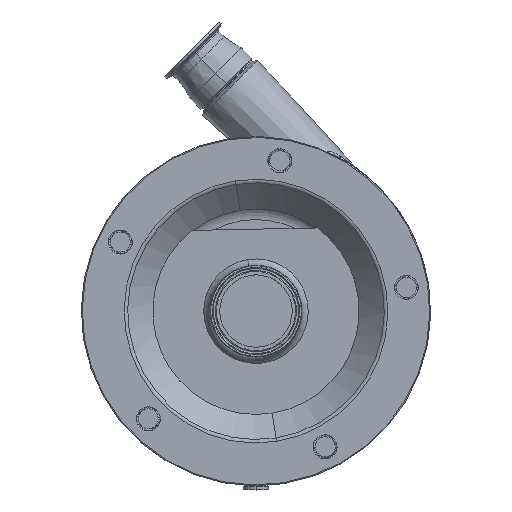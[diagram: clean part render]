
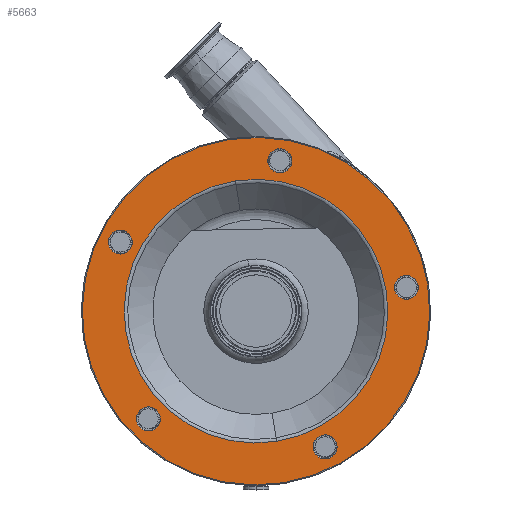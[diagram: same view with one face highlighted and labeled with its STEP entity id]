
A CAD part, top view. The second image highlights one B-rep face of the part: STEP entity #5663.
In plain terms, the highlighted planar face has unit normal (0, 0, 1).
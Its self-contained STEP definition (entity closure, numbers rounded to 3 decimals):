
#82 = CARTESIAN_POINT ( 'NONE',  ( -134.001, 57.381, 96.5 ) ) ;
#215 = DIRECTION ( 'NONE',  ( 0., 0., -1. ) ) ;
#338 = DIRECTION ( 'NONE',  ( 0.156, -0.988, 0. ) ) ;
#380 = ORIENTED_EDGE ( 'NONE', *, *, #2657, .F. ) ;
#430 = CIRCLE ( 'NONE', #8855, 12. ) ;
#533 = CARTESIAN_POINT ( 'NONE',  ( 0., 0., 96.5 ) ) ;
#625 = CARTESIAN_POINT ( 'NONE',  ( -20.66, 130.445, 96.5 ) ) ;
#712 = EDGE_CURVE ( 'NONE', #11429, #8684, #4582, .T. ) ;
#748 = CARTESIAN_POINT ( 'NONE',  ( 150.622, 23.856, 96.5 ) ) ;
#873 = EDGE_CURVE ( 'NONE', #7161, #4284, #9646, .T. ) ;
#1164 = DIRECTION ( 'NONE',  ( 0., 0., -1. ) ) ;
#1479 = DIRECTION ( 'NONE',  ( 0.156, -0.988, 0. ) ) ;
#1482 = ORIENTED_EDGE ( 'NONE', *, *, #16625, .T. ) ;
#1529 = DIRECTION ( 'NONE',  ( 0., 0., -1. ) ) ;
#1600 = CIRCLE ( 'NONE', #7225, 174. ) ;
#1911 = CARTESIAN_POINT ( 'NONE',  ( 23.856, 150.622, 96.5 ) ) ;
#1979 = CARTESIAN_POINT ( 'NONE',  ( -107.834, -107.834, 96.5 ) ) ;
#2064 = DIRECTION ( 'NONE',  ( 0.156, -0.988, 0. ) ) ;
#2398 = ORIENTED_EDGE ( 'NONE', *, *, #12586, .T. ) ;
#2433 = EDGE_CURVE ( 'NONE', #4284, #7161, #13687, .T. ) ;
#2657 = EDGE_CURVE ( 'NONE', #9783, #6739, #1600, .T. ) ;
#2927 = DIRECTION ( 'NONE',  ( 0.156, -0.988, 0. ) ) ;
#3063 = DIRECTION ( 'NONE',  ( 0.156, -0.988, 0. ) ) ;
#3073 = CARTESIAN_POINT ( 'NONE',  ( 0., 0., 96.5 ) ) ;
#3672 = CARTESIAN_POINT ( 'NONE',  ( 71.111, -147.731, 96.5 ) ) ;
#3678 = ORIENTED_EDGE ( 'NONE', *, *, #10852, .T. ) ;
#3841 = DIRECTION ( 'NONE',  ( 0., 0., -1. ) ) ;
#3966 = DIRECTION ( 'NONE',  ( 0.156, -0.988, 0. ) ) ;
#3969 = DIRECTION ( 'NONE',  ( 0., 0., -1. ) ) ;
#4187 = DIRECTION ( 'NONE',  ( 0.156, -0.988, 0. ) ) ;
#4284 = VERTEX_POINT ( 'NONE', #9635 ) ;
#4418 = EDGE_LOOP ( 'NONE', ( #16507, #2398 ) ) ;
#4477 = EDGE_LOOP ( 'NONE', ( #1482, #12778 ) ) ;
#4582 = CIRCLE ( 'NONE', #11610, 12. ) ;
#4617 = DIRECTION ( 'NONE',  ( 0., 0., -1. ) ) ;
#4764 = EDGE_CURVE ( 'NONE', #11165, #5977, #8119, .T. ) ;
#5130 = EDGE_CURVE ( 'NONE', #17381, #7209, #5600, .T. ) ;
#5163 = AXIS2_PLACEMENT_3D ( 'NONE', #14488, #3841, #7619 ) ;
#5253 = ORIENTED_EDGE ( 'NONE', *, *, #13412, .F. ) ;
#5396 = PLANE ( 'NONE',  #15986 ) ;
#5600 = CIRCLE ( 'NONE', #9542, 12. ) ;
#5663 = ADVANCED_FACE ( 'NONE', ( #17197, #9164, #10490, #14553, #7861, #14821, #8115 ), #5396, .F. ) ;
#5748 = ORIENTED_EDGE ( 'NONE', *, *, #2433, .T. ) ;
#5843 = CARTESIAN_POINT ( 'NONE',  ( -135.878, 69.234, 96.5 ) ) ;
#5907 = DIRECTION ( 'NONE',  ( 0.156, -0.988, 0. ) ) ;
#5977 = VERTEX_POINT ( 'NONE', #9123 ) ;
#6079 = CIRCLE ( 'NONE', #9452, 12. ) ;
#6146 = CARTESIAN_POINT ( 'NONE',  ( 27.22, -171.858, 96.5 ) ) ;
#6739 = VERTEX_POINT ( 'NONE', #16950 ) ;
#6851 = CARTESIAN_POINT ( 'NONE',  ( 69.234, -135.878, 96.5 ) ) ;
#7124 = DIRECTION ( 'NONE',  ( 0., 0., -1. ) ) ;
#7159 = AXIS2_PLACEMENT_3D ( 'NONE', #9319, #16286, #1479 ) ;
#7161 = VERTEX_POINT ( 'NONE', #17365 ) ;
#7209 = VERTEX_POINT ( 'NONE', #10659 ) ;
#7225 = AXIS2_PLACEMENT_3D ( 'NONE', #3073, #12125, #9497 ) ;
#7279 = DIRECTION ( 'NONE',  ( 0., 0., -1. ) ) ;
#7344 = DIRECTION ( 'NONE',  ( 0., 0., -1. ) ) ;
#7521 = DIRECTION ( 'NONE',  ( 0.156, -0.988, 0. ) ) ;
#7619 = DIRECTION ( 'NONE',  ( 0.156, -0.988, 0. ) ) ;
#7861 = FACE_BOUND ( 'NONE', #17242, .T. ) ;
#7977 = ORIENTED_EDGE ( 'NONE', *, *, #712, .T. ) ;
#7994 = CIRCLE ( 'NONE', #12484, 12. ) ;
#8115 = FACE_BOUND ( 'NONE', #10660, .T. ) ;
#8119 = CIRCLE ( 'NONE', #10636, 132.071 ) ;
#8141 = CARTESIAN_POINT ( 'NONE',  ( 150.622, 23.856, 96.5 ) ) ;
#8394 = DIRECTION ( 'NONE',  ( 0.156, -0.988, 0. ) ) ;
#8684 = VERTEX_POINT ( 'NONE', #82 ) ;
#8732 = EDGE_CURVE ( 'NONE', #8684, #11429, #15955, .T. ) ;
#8855 = AXIS2_PLACEMENT_3D ( 'NONE', #1911, #7279, #338 ) ;
#8904 = EDGE_CURVE ( 'NONE', #8941, #14623, #430, .T. ) ;
#8941 = VERTEX_POINT ( 'NONE', #12660 ) ;
#9123 = CARTESIAN_POINT ( 'NONE',  ( 20.66, -130.445, 96.5 ) ) ;
#9134 = CIRCLE ( 'NONE', #7159, 12. ) ;
#9164 = FACE_BOUND ( 'NONE', #16120, .T. ) ;
#9319 = CARTESIAN_POINT ( 'NONE',  ( 69.234, -135.878, 96.5 ) ) ;
#9452 = AXIS2_PLACEMENT_3D ( 'NONE', #8141, #215, #4187 ) ;
#9497 = DIRECTION ( 'NONE',  ( 0.156, -0.988, 0. ) ) ;
#9542 = AXIS2_PLACEMENT_3D ( 'NONE', #748, #7344, #2064 ) ;
#9635 = CARTESIAN_POINT ( 'NONE',  ( -109.711, -95.982, 96.5 ) ) ;
#9646 = CIRCLE ( 'NONE', #11058, 12. ) ;
#9783 = VERTEX_POINT ( 'NONE', #6146 ) ;
#9918 = ORIENTED_EDGE ( 'NONE', *, *, #5130, .T. ) ;
#9989 = ORIENTED_EDGE ( 'NONE', *, *, #4764, .T. ) ;
#10301 = AXIS2_PLACEMENT_3D ( 'NONE', #10550, #15945, #3966 ) ;
#10490 = FACE_BOUND ( 'NONE', #14710, .T. ) ;
#10550 = CARTESIAN_POINT ( 'NONE',  ( -135.878, 69.234, 96.5 ) ) ;
#10636 = AXIS2_PLACEMENT_3D ( 'NONE', #533, #7124, #5907 ) ;
#10659 = CARTESIAN_POINT ( 'NONE',  ( 152.5, 12.004, 96.5 ) ) ;
#10660 = EDGE_LOOP ( 'NONE', ( #3678, #9989 ) ) ;
#10852 = EDGE_CURVE ( 'NONE', #5977, #11165, #16708, .T. ) ;
#11058 = AXIS2_PLACEMENT_3D ( 'NONE', #11195, #13680, #16597 ) ;
#11165 = VERTEX_POINT ( 'NONE', #625 ) ;
#11195 = CARTESIAN_POINT ( 'NONE',  ( -107.834, -107.834, 96.5 ) ) ;
#11201 = CARTESIAN_POINT ( 'NONE',  ( 21.979, 162.475, 96.5 ) ) ;
#11429 = VERTEX_POINT ( 'NONE', #13561 ) ;
#11602 = VERTEX_POINT ( 'NONE', #3672 ) ;
#11610 = AXIS2_PLACEMENT_3D ( 'NONE', #5843, #1529, #8394 ) ;
#11844 = VERTEX_POINT ( 'NONE', #17207 ) ;
#11956 = AXIS2_PLACEMENT_3D ( 'NONE', #6851, #3969, #14627 ) ;
#12125 = DIRECTION ( 'NONE',  ( 0., 0., -1. ) ) ;
#12377 = CARTESIAN_POINT ( 'NONE',  ( 148.745, 35.709, 96.5 ) ) ;
#12484 = AXIS2_PLACEMENT_3D ( 'NONE', #13306, #1164, #15791 ) ;
#12586 = EDGE_CURVE ( 'NONE', #11602, #11844, #9134, .T. ) ;
#12660 = CARTESIAN_POINT ( 'NONE',  ( 25.733, 138.77, 96.5 ) ) ;
#12778 = ORIENTED_EDGE ( 'NONE', *, *, #8904, .T. ) ;
#13030 = EDGE_CURVE ( 'NONE', #11844, #11602, #15350, .T. ) ;
#13306 = CARTESIAN_POINT ( 'NONE',  ( 23.856, 150.622, 96.5 ) ) ;
#13412 = EDGE_CURVE ( 'NONE', #6739, #9783, #13654, .T. ) ;
#13561 = CARTESIAN_POINT ( 'NONE',  ( -137.756, 81.086, 96.5 ) ) ;
#13654 = CIRCLE ( 'NONE', #15924, 174. ) ;
#13664 = EDGE_CURVE ( 'NONE', #7209, #17381, #6079, .T. ) ;
#13680 = DIRECTION ( 'NONE',  ( 0., 0., -1. ) ) ;
#13687 = CIRCLE ( 'NONE', #16783, 12. ) ;
#14488 = CARTESIAN_POINT ( 'NONE',  ( 0., 0., 96.5 ) ) ;
#14553 = FACE_BOUND ( 'NONE', #4418, .T. ) ;
#14623 = VERTEX_POINT ( 'NONE', #11201 ) ;
#14627 = DIRECTION ( 'NONE',  ( 0.156, -0.988, 0. ) ) ;
#14710 = EDGE_LOOP ( 'NONE', ( #5748, #14769 ) ) ;
#14769 = ORIENTED_EDGE ( 'NONE', *, *, #873, .T. ) ;
#14821 = FACE_OUTER_BOUND ( 'NONE', #17123, .T. ) ;
#14915 = CARTESIAN_POINT ( 'NONE',  ( -27.22, 171.858, 96.5 ) ) ;
#15350 = CIRCLE ( 'NONE', #11956, 12. ) ;
#15791 = DIRECTION ( 'NONE',  ( 0.156, -0.988, 0. ) ) ;
#15924 = AXIS2_PLACEMENT_3D ( 'NONE', #16362, #16280, #3063 ) ;
#15945 = DIRECTION ( 'NONE',  ( 0., 0., -1. ) ) ;
#15955 = CIRCLE ( 'NONE', #10301, 12. ) ;
#15986 = AXIS2_PLACEMENT_3D ( 'NONE', #14915, #16323, #2927 ) ;
#16014 = ORIENTED_EDGE ( 'NONE', *, *, #13664, .T. ) ;
#16120 = EDGE_LOOP ( 'NONE', ( #7977, #16664 ) ) ;
#16280 = DIRECTION ( 'NONE',  ( 0., 0., -1. ) ) ;
#16286 = DIRECTION ( 'NONE',  ( 0., 0., -1. ) ) ;
#16323 = DIRECTION ( 'NONE',  ( 0., 0., -1. ) ) ;
#16362 = CARTESIAN_POINT ( 'NONE',  ( 0., 0., 96.5 ) ) ;
#16507 = ORIENTED_EDGE ( 'NONE', *, *, #13030, .T. ) ;
#16597 = DIRECTION ( 'NONE',  ( 0.156, -0.988, 0. ) ) ;
#16625 = EDGE_CURVE ( 'NONE', #14623, #8941, #7994, .T. ) ;
#16664 = ORIENTED_EDGE ( 'NONE', *, *, #8732, .T. ) ;
#16708 = CIRCLE ( 'NONE', #5163, 132.071 ) ;
#16783 = AXIS2_PLACEMENT_3D ( 'NONE', #1979, #4617, #7521 ) ;
#16950 = CARTESIAN_POINT ( 'NONE',  ( -27.22, 171.858, 96.5 ) ) ;
#17123 = EDGE_LOOP ( 'NONE', ( #380, #5253 ) ) ;
#17197 = FACE_BOUND ( 'NONE', #4477, .T. ) ;
#17207 = CARTESIAN_POINT ( 'NONE',  ( 67.356, -124.026, 96.5 ) ) ;
#17242 = EDGE_LOOP ( 'NONE', ( #9918, #16014 ) ) ;
#17365 = CARTESIAN_POINT ( 'NONE',  ( -105.957, -119.686, 96.5 ) ) ;
#17381 = VERTEX_POINT ( 'NONE', #12377 ) ;
